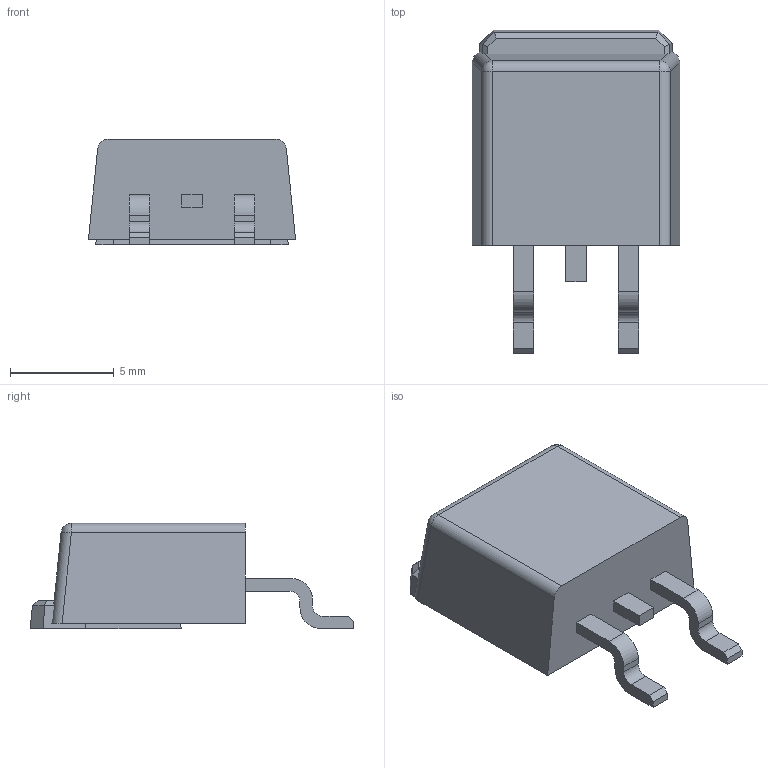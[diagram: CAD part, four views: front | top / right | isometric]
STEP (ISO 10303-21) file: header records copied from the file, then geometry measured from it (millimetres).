
FILE_DESCRIPTION(/* description */ (''),/* implementation_level */ '2;1');
FILE_NAME(/* name */ '5f46c76a682fcb14e29786c4',/* time_stamp */ '2020-08-26T20:34:51+00:00',/* author */ (''),/* organization */ (''),/* preprocessor_version */ 'ST-DEVELOPER v16.7',/* originating_system */ $,/* authorisation */ $);
FILE_SCHEMA (('AUTOMOTIVE_DESIGN {1 0 10303 214 3 1 1}'));
Length unit declared in the file: metre
Products named in the file (5): Pin3; Pin2; Pin1; Tab; Package
Bounding box: 10 x 15.62 x 5.08 mm (x, y, z)
Volume: 502.3 mm3; surface area: 552.7 mm2
Topology: 5 solids, 5 shells, 66 faces, 160 edges, 102 vertices
Faces by surface type: plane 51, cylinder 13, sphere 2
Entity records: 2019 total; most frequent: CARTESIAN_POINT 331, DIRECTION 326, ORIENTED_EDGE 316, EDGE_CURVE 158, LINE 132, VECTOR 132, VERTEX_POINT 102, AXIS2_PLACEMENT_3D 97
